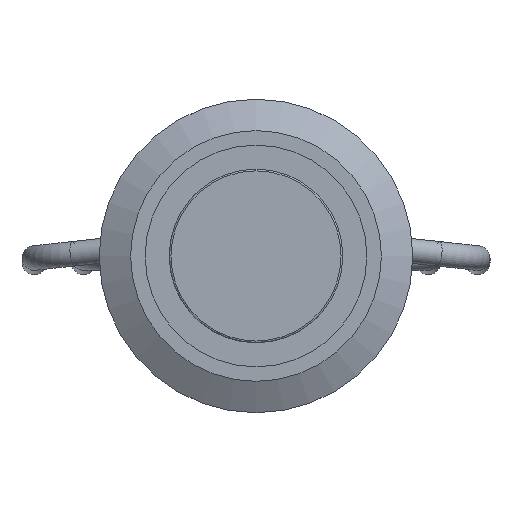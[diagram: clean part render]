
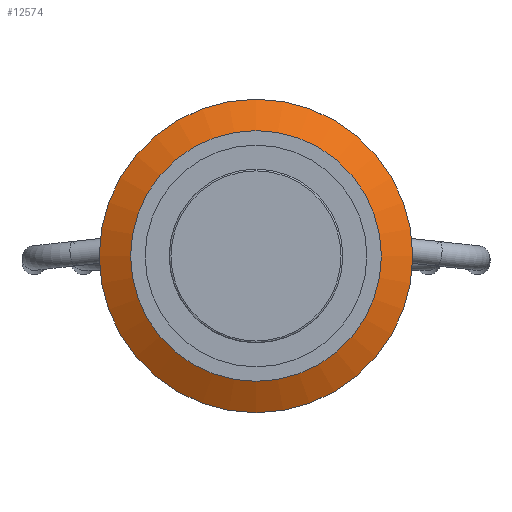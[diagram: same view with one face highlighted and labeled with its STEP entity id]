
A CAD part, top view. The second image highlights one B-rep face of the part: STEP entity #12574.
In plain terms, the highlighted conical face has half-angle 61.821 degrees and reference radius 12.6 mm.
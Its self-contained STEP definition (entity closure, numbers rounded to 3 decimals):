
#83=CONICAL_SURFACE('',#13839,12.6,1.079);
#1044=FACE_OUTER_BOUND('',#1790,.T.);
#1790=EDGE_LOOP('',(#10458,#10459,#10460,#10461,#10462,#10463));
#2785=LINE('',#23020,#3864);
#3864=VECTOR('',#16782,12.6);
#4894=CIRCLE('',#13828,14.);
#4895=CIRCLE('',#13829,14.);
#4899=CIRCLE('',#13835,11.2);
#4900=CIRCLE('',#13836,11.2);
#5880=VERTEX_POINT('',#22998);
#5881=VERTEX_POINT('',#22999);
#5885=VERTEX_POINT('',#23011);
#5886=VERTEX_POINT('',#23012);
#7476=EDGE_CURVE('',#5880,#5881,#4894,.T.);
#7477=EDGE_CURVE('',#5881,#5880,#4895,.T.);
#7482=EDGE_CURVE('',#5885,#5886,#4899,.T.);
#7483=EDGE_CURVE('',#5886,#5885,#4900,.T.);
#7486=EDGE_CURVE('',#5886,#5881,#2785,.T.);
#10458=ORIENTED_EDGE('',*,*,#7482,.F.);
#10459=ORIENTED_EDGE('',*,*,#7483,.F.);
#10460=ORIENTED_EDGE('',*,*,#7486,.T.);
#10461=ORIENTED_EDGE('',*,*,#7476,.F.);
#10462=ORIENTED_EDGE('',*,*,#7477,.F.);
#10463=ORIENTED_EDGE('',*,*,#7486,.F.);
#12574=ADVANCED_FACE('',(#1044),#83,.T.);
#13828=AXIS2_PLACEMENT_3D('',#23000,#16757,#16758);
#13829=AXIS2_PLACEMENT_3D('',#23001,#16759,#16760);
#13835=AXIS2_PLACEMENT_3D('',#23013,#16772,#16773);
#13836=AXIS2_PLACEMENT_3D('',#23014,#16774,#16775);
#13839=AXIS2_PLACEMENT_3D('',#23019,#16780,#16781);
#16757=DIRECTION('center_axis',(0.,0.,
-1.));
#16758=DIRECTION('ref_axis',(1.,0.,0.));
#16759=DIRECTION('center_axis',(0.,0.,
-1.));
#16760=DIRECTION('ref_axis',(1.,0.,0.));
#16772=DIRECTION('center_axis',(0.,0.,
1.));
#16773=DIRECTION('ref_axis',(0.,1.,0.));
#16774=DIRECTION('center_axis',(0.,0.,
1.));
#16775=DIRECTION('ref_axis',(0.,1.,0.));
#16780=DIRECTION('center_axis',(0.,0.,
-1.));
#16781=DIRECTION('ref_axis',(0.,1.,0.));
#16782=DIRECTION('',(0.,-0.881,-0.472));
#22998=CARTESIAN_POINT('',(-14.,0.,249.069));
#22999=CARTESIAN_POINT('',(0.,-14.,249.069));
#23000=CARTESIAN_POINT('Origin',(0.,0.,
249.069));
#23001=CARTESIAN_POINT('Origin',(0.,0.,
249.069));
#23011=CARTESIAN_POINT('',(0.,11.2,250.569));
#23012=CARTESIAN_POINT('',(0.,-11.2,250.569));
#23013=CARTESIAN_POINT('Origin',(0.,0.,
250.569));
#23014=CARTESIAN_POINT('Origin',(0.,0.,
250.569));
#23019=CARTESIAN_POINT('Origin',(0.,0.,
249.819));
#23020=CARTESIAN_POINT('',(0.,-12.6,249.819));
